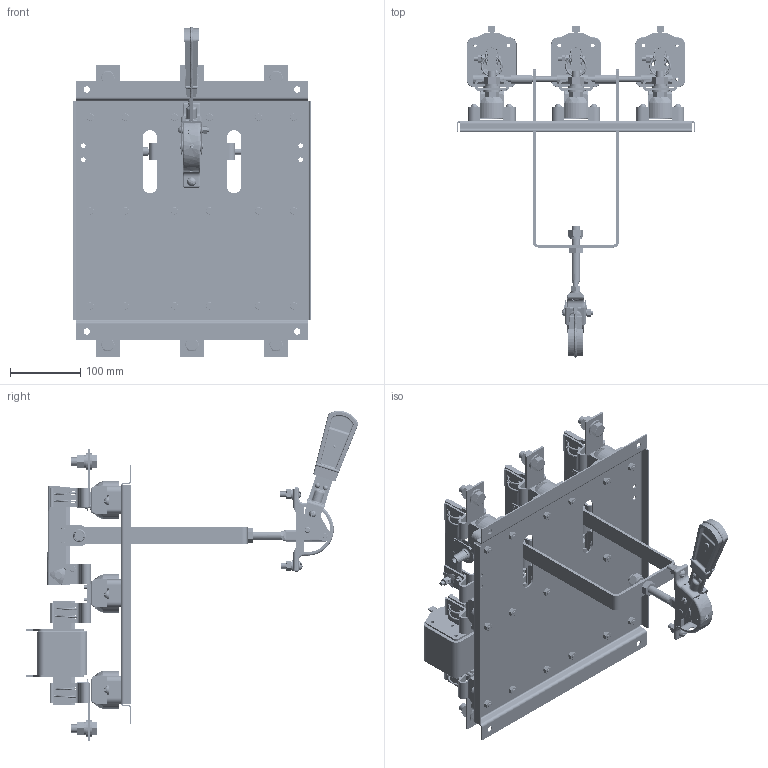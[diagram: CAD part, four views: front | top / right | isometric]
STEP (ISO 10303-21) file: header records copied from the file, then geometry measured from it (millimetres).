
FILE_DESCRIPTION (( 'STEP AP203' ), '1' );
FILE_NAME ('Ñáîðêà ÐÏÖ 630À íîâ.STEP', '2016-05-30T07:16:22', ( 'user' ), ( '' ), 'SwSTEP 2.0', 'SolidWorks 2010', '' );
FILE_SCHEMA (( 'CONFIG_CONTROL_DESIGN' ));
Length unit declared in the file: millimetre
Products named in the file (1): Ñáîðêà ÐÏÖ 630À íîâ
Bounding box: 340 x 473.32 x 470.78 mm (x, y, z)
Surface area: 909061 mm2 (no closed solid volume)
Topology: 0 solids, 381 shells, 3500 faces, 10672 edges, 7310 vertices
Faces by surface type: plane 1613, cylinder 1213, torus 338, cone 167, sphere 118, bspline 51
Entity records: 125693 total; most frequent: CARTESIAN_POINT 30167, DIRECTION 21123, ORIENTED_EDGE 17513, EDGE_CURVE 10631, AXIS2_PLACEMENT_3D 8170, VERTEX_POINT 7303, VECTOR 4783, LINE 4783
